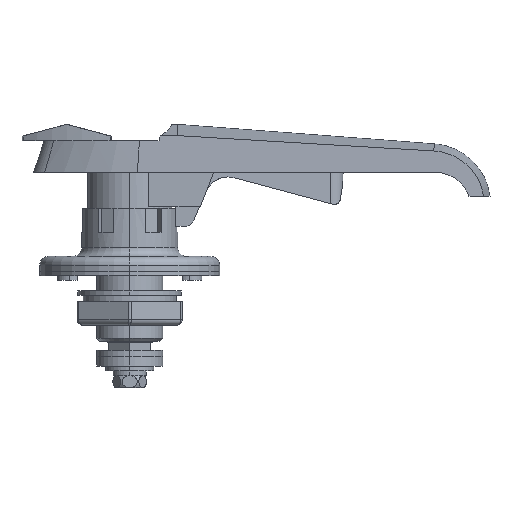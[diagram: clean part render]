
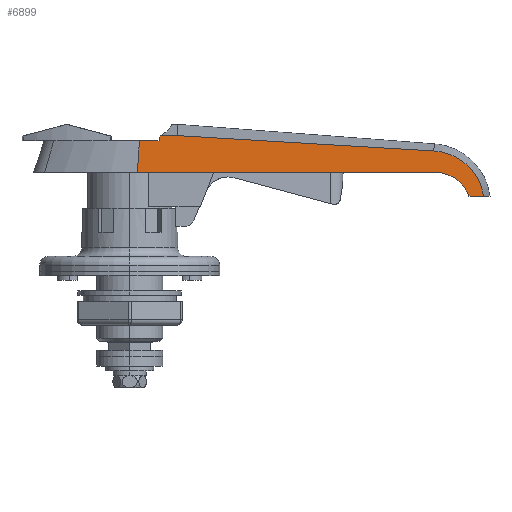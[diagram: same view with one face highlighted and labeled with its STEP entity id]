
A CAD part, left-side view. The second image highlights one B-rep face of the part: STEP entity #6899.
In plain terms, the highlighted planar face has unit normal (-0.998, -0.06, 0).
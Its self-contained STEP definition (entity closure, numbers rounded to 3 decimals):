
#1174 = AXIS2_PLACEMENT_3D ( 'NONE', #1382, #1639, #1842 ) ;
#1382 = CARTESIAN_POINT ( 'NONE',  ( -8., -117.856, 28.507 ) ) ;
#1566 = CARTESIAN_POINT ( 'NONE',  ( -14.909, -2.567, 12. ) ) ;
#1639 = DIRECTION ( 'NONE',  ( 0.998, 0.06, 0. ) ) ;
#1682 = DIRECTION ( 'NONE',  ( -0.06, 0.998, 0. ) ) ;
#1683 = VECTOR ( 'NONE', #1682, 1000. ) ;
#1684 = CARTESIAN_POINT ( 'NONE',  ( -16.864, 30.061, 12. ) ) ;
#1685 = LINE ( 'NONE', #1684, #1683 ) ;
#1686 = CARTESIAN_POINT ( 'NONE',  ( -8.969, -101.686, 12. ) ) ;
#1689 = CARTESIAN_POINT ( 'NONE',  ( -14.112, -15.858, 24.247 ) ) ;
#1772 = DIRECTION ( 'NONE',  ( -0.06, 0.996, 0.06 ) ) ;
#1773 = VECTOR ( 'NONE', #1772, 1000. ) ;
#1774 = CARTESIAN_POINT ( 'NONE',  ( -8.037, -117.24, 18.175 ) ) ;
#1775 = LINE ( 'NONE', #1774, #1773 ) ;
#1776 = CARTESIAN_POINT ( 'NONE',  ( -8.999, -101.188, 19.136 ) ) ;
#1798 = B_SPLINE_CURVE_WITH_KNOTS ( 'NONE', 3,
 ( #1840, #1839, #1838, #1837 ),
 .UNSPECIFIED., .F., .F.,
 ( 4, 4 ),
 ( 0., 0.002 ),
 .UNSPECIFIED. ) ;
#1820 =( BOUNDED_CURVE ( )  B_SPLINE_CURVE ( 3, ( #1871, #1870, #1869, #1868 ),
 .UNSPECIFIED., .F., .T. ) 
 B_SPLINE_CURVE_WITH_KNOTS ( ( 4, 4 ),
 ( 3.481, 4.712 ),
 .UNSPECIFIED. ) 
 CURVE ( )  GEOMETRIC_REPRESENTATION_ITEM ( )  RATIONAL_B_SPLINE_CURVE ( ( 1., 0.878, 0.878, 1. ) ) 
 REPRESENTATION_ITEM ( '' )  );
#1821 = LINE ( 'NONE', #1867, #1866 ) ;
#1822 = CARTESIAN_POINT ( 'NONE',  ( -8.291, -113., 4. ) ) ;
#1823 = CARTESIAN_POINT ( 'NONE',  ( -14.909, -2.567, 12. ) ) ;
#1824 = CARTESIAN_POINT ( 'NONE',  ( -14.895, -2.792, 15.5 ) ) ;
#1825 = CARTESIAN_POINT ( 'NONE',  ( -14.882, -3.018, 19. ) ) ;
#1826 = CARTESIAN_POINT ( 'NONE',  ( -14.868, -3.244, 22.5 ) ) ;
#1827 = B_SPLINE_CURVE_WITH_KNOTS ( 'NONE', 3,
 ( #1826, #1825, #1824, #1823 ),
 .UNSPECIFIED., .F., .F.,
 ( 4, 4 ),
 ( 0.344, 1. ),
 .UNSPECIFIED. ) ;
#1828 = CARTESIAN_POINT ( 'NONE',  ( -14.868, -3.244, 22.5 ) ) ;
#1829 = DIRECTION ( 'NONE',  ( -0.06, 0.998, 0. ) ) ;
#1830 = VECTOR ( 'NONE', #1829, 1000. ) ;
#1831 = CARTESIAN_POINT ( 'NONE',  ( -8., -117.856, 22.5 ) ) ;
#1832 = LINE ( 'NONE', #1831, #1830 ) ;
#1836 = CARTESIAN_POINT ( 'NONE',  ( -14.477, -9.764, 22.5 ) ) ;
#1837 = CARTESIAN_POINT ( 'NONE',  ( -14.477, -9.764, 22.5 ) ) ;
#1838 = CARTESIAN_POINT ( 'NONE',  ( -14.471, -9.878, 23.052 ) ) ;
#1839 = CARTESIAN_POINT ( 'NONE',  ( -14.464, -9.992, 23.603 ) ) ;
#1840 = CARTESIAN_POINT ( 'NONE',  ( -14.457, -10.106, 24.155 ) ) ;
#1842 = DIRECTION ( 'NONE',  ( -0.06, 0.998, 0. ) ) ;
#1843 = PLANE ( 'NONE',  #1174 ) ;
#1844 = FACE_OUTER_BOUND ( 'NONE', #6900, .T. ) ;
#1865 = DIRECTION ( 'NONE',  ( -0.06, 0.998, 0. ) ) ;
#1866 = VECTOR ( 'NONE', #1865, 1000. ) ;
#1867 = CARTESIAN_POINT ( 'NONE',  ( -8.206, -114.421, 4. ) ) ;
#1868 = CARTESIAN_POINT ( 'NONE',  ( -8.969, -101.686, 12. ) ) ;
#1869 = CARTESIAN_POINT ( 'NONE',  ( -8.654, -106.949, 12. ) ) ;
#1870 = CARTESIAN_POINT ( 'NONE',  ( -8.396, -111.246, 8.962 ) ) ;
#1871 = CARTESIAN_POINT ( 'NONE',  ( -8.291, -113., 4. ) ) ;
#1889 = DIRECTION ( 'NONE',  ( 0.06, -0.998, 0.016 ) ) ;
#1890 = VECTOR ( 'NONE', #1889, 1000. ) ;
#1891 = CARTESIAN_POINT ( 'NONE',  ( -7.997, -117.898, 25.873 ) ) ;
#1892 = LINE ( 'NONE', #1891, #1890 ) ;
#1893 = CARTESIAN_POINT ( 'NONE',  ( -14.457, -10.106, 24.155 ) ) ;
#1925 = CARTESIAN_POINT ( 'NONE',  ( -8., -117.856, 4. ) ) ;
#1945 = CARTESIAN_POINT ( 'NONE',  ( -8., -117.856, 4. ) ) ;
#1946 = CARTESIAN_POINT ( 'NONE',  ( -8.009, -117.714, 5.015 ) ) ;
#1947 = CARTESIAN_POINT ( 'NONE',  ( -8.022, -117.485, 6.008 ) ) ;
#1948 = CARTESIAN_POINT ( 'NONE',  ( -8.051, -117.013, 7.466 ) ) ;
#1949 = CARTESIAN_POINT ( 'NONE',  ( -8.061, -116.833, 7.947 ) ) ;
#1950 = CARTESIAN_POINT ( 'NONE',  ( -8.085, -116.436, 8.885 ) ) ;
#1951 = CARTESIAN_POINT ( 'NONE',  ( -8.098, -116.219, 9.342 ) ) ;
#1952 = CARTESIAN_POINT ( 'NONE',  ( -8.141, -115.509, 10.682 ) ) ;
#1953 = CARTESIAN_POINT ( 'NONE',  ( -8.173, -114.962, 11.532 ) ) ;
#1954 = CARTESIAN_POINT ( 'NONE',  ( -8.23, -114.024, 12.741 ) ) ;
#1955 = CARTESIAN_POINT ( 'NONE',  ( -8.25, -113.692, 13.133 ) ) ;
#1956 = CARTESIAN_POINT ( 'NONE',  ( -8.291, -112.999, 13.882 ) ) ;
#1957 = CARTESIAN_POINT ( 'NONE',  ( -8.313, -112.636, 14.241 ) ) ;
#1958 = CARTESIAN_POINT ( 'NONE',  ( -8.358, -111.879, 14.928 ) ) ;
#1959 = CARTESIAN_POINT ( 'NONE',  ( -8.382, -111.485, 15.256 ) ) ;
#1960 = CARTESIAN_POINT ( 'NONE',  ( -8.43, -110.673, 15.873 ) ) ;
#1961 = CARTESIAN_POINT ( 'NONE',  ( -8.456, -110.253, 16.164 ) ) ;
#1962 = CARTESIAN_POINT ( 'NONE',  ( -8.533, -108.956, 16.983 ) ) ;
#1963 = CARTESIAN_POINT ( 'NONE',  ( -8.588, -108.047, 17.451 ) ) ;
#1964 = CARTESIAN_POINT ( 'NONE',  ( -8.701, -106.154, 18.227 ) ) ;
#1965 = CARTESIAN_POINT ( 'NONE',  ( -8.759, -105.185, 18.528 ) ) ;
#1967 = CARTESIAN_POINT ( 'NONE',  ( -8.877, -103.214, 18.96 ) ) ;
#1968 = CARTESIAN_POINT ( 'NONE',  ( -8.938, -102.211, 19.092 ) ) ;
#1969 = CARTESIAN_POINT ( 'NONE',  ( -8.999, -101.188, 19.136 ) ) ;
#1971 = B_SPLINE_CURVE_WITH_KNOTS ( 'NONE', 3,
 ( #1969, #1968, #1967, #1965, #1964, #1963, #1962, #1961, #1960, #1959, #1958, #1957, #1956, #1955, #1954, #1953, #1952, #1951, #1950, #1949, #1948, #1947, #1946, #1945 ),
 .UNSPECIFIED., .F., .F.,
 ( 4, 2, 2, 2, 2, 2, 2, 2, 2, 2, 2, 4 ),
 ( 0., 0.003, 0.006, 0.009, 0.011, 0.012, 0.014, 0.015, 0.018, 0.02, 0.021, 0.024 ),
 .UNSPECIFIED. ) ;
#6732 = VERTEX_POINT ( 'NONE', #1566 ) ;
#6793 = VERTEX_POINT ( 'NONE', #1686 ) ;
#6795 = EDGE_CURVE ( 'NONE', #6793, #6732, #1685, .T. ) ;
#6820 = VERTEX_POINT ( 'NONE', #1689 ) ;
#6862 = VERTEX_POINT ( 'NONE', #1776 ) ;
#6863 = ORIENTED_EDGE ( 'NONE', *, *, #6864, .T. ) ;
#6864 = EDGE_CURVE ( 'NONE', #6862, #6820, #1775, .T. ) ;
#6874 = EDGE_CURVE ( 'NONE', #6903, #6876, #1798, .T. ) ;
#6876 = VERTEX_POINT ( 'NONE', #1836 ) ;
#6877 = ORIENTED_EDGE ( 'NONE', *, *, #6878, .T. ) ;
#6878 = EDGE_CURVE ( 'NONE', #6876, #6879, #1832, .T. ) ;
#6879 = VERTEX_POINT ( 'NONE', #1828 ) ;
#6880 = ORIENTED_EDGE ( 'NONE', *, *, #6881, .T. ) ;
#6881 = EDGE_CURVE ( 'NONE', #6879, #6732, #1827, .T. ) ;
#6882 = ORIENTED_EDGE ( 'NONE', *, *, #6795, .F. ) ;
#6883 = ORIENTED_EDGE ( 'NONE', *, *, #6884, .F. ) ;
#6884 = EDGE_CURVE ( 'NONE', #6885, #6793, #1820, .T. ) ;
#6885 = VERTEX_POINT ( 'NONE', #1822 ) ;
#6886 = ORIENTED_EDGE ( 'NONE', *, *, #6887, .F. ) ;
#6887 = EDGE_CURVE ( 'NONE', #6946, #6885, #1821, .T. ) ;
#6899 = ADVANCED_FACE ( 'NONE', ( #1844 ), #1843, .F. ) ;
#6900 = EDGE_LOOP ( 'NONE', ( #6901, #6902, #6877, #6880, #6882, #6883, #6886, #6947, #6863 ) ) ;
#6901 = ORIENTED_EDGE ( 'NONE', *, *, #6905, .F. ) ;
#6902 = ORIENTED_EDGE ( 'NONE', *, *, #6874, .T. ) ;
#6903 = VERTEX_POINT ( 'NONE', #1893 ) ;
#6905 = EDGE_CURVE ( 'NONE', #6903, #6820, #1892, .T. ) ;
#6946 = VERTEX_POINT ( 'NONE', #1925 ) ;
#6947 = ORIENTED_EDGE ( 'NONE', *, *, #6948, .F. ) ;
#6948 = EDGE_CURVE ( 'NONE', #6862, #6946, #1971, .T. ) ;
